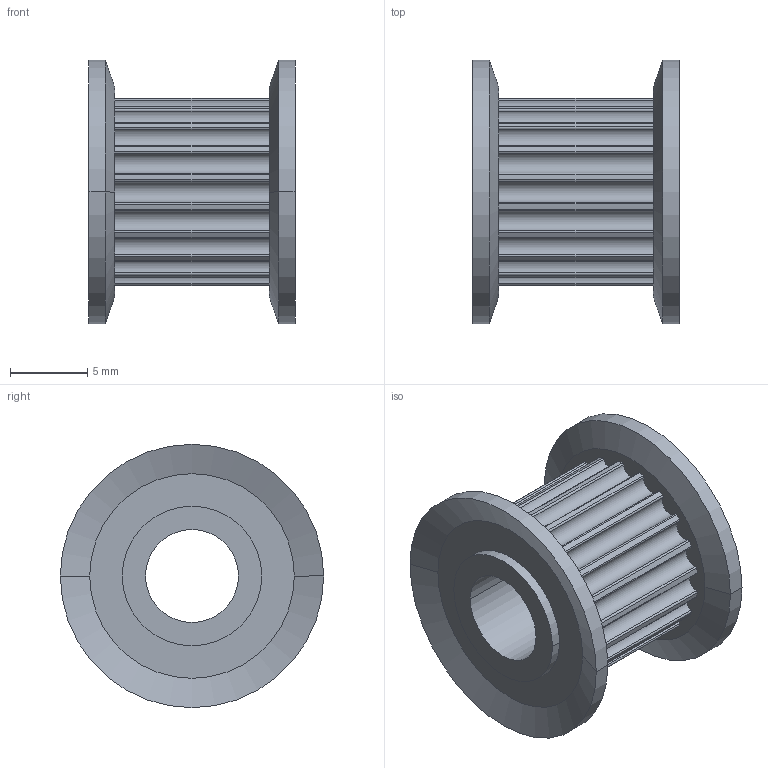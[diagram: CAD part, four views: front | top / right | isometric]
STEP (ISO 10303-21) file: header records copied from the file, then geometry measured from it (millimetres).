
FILE_DESCRIPTION( ( '' ), '1' );
FILE_NAME( 'gpa20gt2090_a_h6_2_03.stp', '2014-08-31T19:07:10', ( '' ), ( '' ), ' ', ' ', ' ' );
FILE_SCHEMA( ( 'CONFIG_CONTROL_DESIGN' ) );
Length unit declared in the file: millimetre
Products named in the file (1): 1
Bounding box: 13.3 x 17 x 17 mm (x, y, z)
Volume: 1182.4 mm3; surface area: 1598.5 mm2
Topology: 1 solids, 1 shells, 104 faces, 286 edges, 188 vertices
Faces by surface type: cylinder 90, cone 8, plane 6
Entity records: 3462 total; most frequent: DIRECTION 684, CARTESIAN_POINT 579, ORIENTED_EDGE 572, AXIS2_PLACEMENT_3D 293, EDGE_CURVE 286, VERTEX_POINT 188, CIRCLE 188, EDGE_LOOP 110
